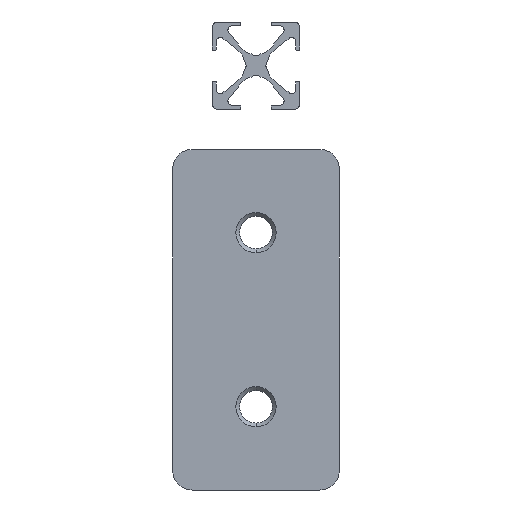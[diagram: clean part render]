
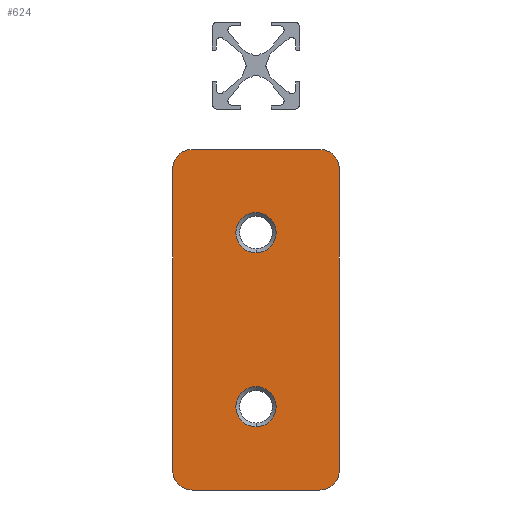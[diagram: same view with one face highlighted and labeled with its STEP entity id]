
A CAD part, left-side view. The second image highlights one B-rep face of the part: STEP entity #624.
In plain terms, the highlighted face is planar.
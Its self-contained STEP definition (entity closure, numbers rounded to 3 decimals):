
#233=CARTESIAN_POINT('',(-17.3,0.,0.));
#234=VERTEX_POINT('NONE',#233);
#241=CARTESIAN_POINT('',(-27.7,0.,0.));
#242=VERTEX_POINT('NONE',#241);
#243=CARTESIAN_POINT('',(-22.5,0.,0.));
#244=DIRECTION('',(0.,0.,1.));
#245=DIRECTION('',(1.,0.,-0.));
#246=AXIS2_PLACEMENT_3D('',#243,#244,#245);
#247=CIRCLE('',#246,5.2);
#248=EDGE_CURVE('NONE',#242,#234,#247,.T.);
#275=CARTESIAN_POINT('',(27.7,0.,0.));
#276=VERTEX_POINT('NONE',#275);
#283=CARTESIAN_POINT('',(17.3,0.,0.));
#284=VERTEX_POINT('NONE',#283);
#285=CARTESIAN_POINT('',(22.5,0.,0.));
#286=DIRECTION('',(0.,0.,1.));
#287=DIRECTION('',(1.,0.,-0.));
#288=AXIS2_PLACEMENT_3D('',#285,#286,#287);
#289=CIRCLE('',#288,5.2);
#290=EDGE_CURVE('NONE',#284,#276,#289,.T.);
#360=CARTESIAN_POINT('',(-44.,16.5,0.));
#361=VERTEX_POINT('NONE',#360);
#368=CARTESIAN_POINT('',(-44.,-16.5,0.));
#369=VERTEX_POINT('NONE',#368);
#370=CARTESIAN_POINT('',(-44.,16.5,0.));
#371=DIRECTION('',(0.,-1.,0.));
#372=VECTOR('',#371,33.);
#373=LINE('',#370,#372);
#374=EDGE_CURVE('NONE',#361,#369,#373,.T.);
#390=CARTESIAN_POINT('',(-39.,-21.5,0.));
#391=VERTEX_POINT('NONE',#390);
#392=CARTESIAN_POINT('',(39.,-21.5,0.));
#393=VERTEX_POINT('NONE',#392);
#394=CARTESIAN_POINT('',(-39.,-21.5,0.));
#395=DIRECTION('',(1.,0.,-0.));
#396=VECTOR('',#395,78.);
#397=LINE('',#394,#396);
#398=EDGE_CURVE('NONE',#391,#393,#397,.T.);
#430=CARTESIAN_POINT('',(44.,-16.5,0.));
#431=VERTEX_POINT('NONE',#430);
#432=CARTESIAN_POINT('',(44.,16.5,0.));
#433=VERTEX_POINT('NONE',#432);
#434=CARTESIAN_POINT('',(44.,-16.5,0.));
#435=DIRECTION('',(0.,1.,0.));
#436=VECTOR('',#435,33.);
#437=LINE('',#434,#436);
#438=EDGE_CURVE('NONE',#431,#433,#437,.T.);
#480=CARTESIAN_POINT('',(39.,21.5,0.));
#481=VERTEX_POINT('NONE',#480);
#488=CARTESIAN_POINT('',(-39.,21.5,0.));
#489=VERTEX_POINT('NONE',#488);
#490=CARTESIAN_POINT('',(39.,21.5,0.));
#491=DIRECTION('',(-1.,0.,0.));
#492=VECTOR('',#491,78.);
#493=LINE('',#490,#492);
#494=EDGE_CURVE('NONE',#481,#489,#493,.T.);
#565=CARTESIAN_POINT('',(0.,0.,0.));
#566=DIRECTION('',(0.,0.,1.));
#567=DIRECTION('',(1.,0.,0.));
#568=AXIS2_PLACEMENT_3D('',#565,#566,#567);
#569=PLANE('',#568);
#570=ORIENTED_EDGE('NONE',*,*,#290,.T.);
#571=CARTESIAN_POINT('',(22.5,0.,0.));
#572=DIRECTION('',(0.,0.,1.));
#573=DIRECTION('',(1.,0.,-0.));
#574=AXIS2_PLACEMENT_3D('',#571,#572,#573);
#575=CIRCLE('',#574,5.2);
#576=EDGE_CURVE('NONE',#276,#284,#575,.T.);
#577=ORIENTED_EDGE('NONE',*,*,#576,.T.);
#578=EDGE_LOOP('NONE',(#570,#577));
#579=FACE_BOUND('',#578,.T.);
#580=ORIENTED_EDGE('NONE',*,*,#248,.T.);
#581=CARTESIAN_POINT('',(-22.5,0.,0.));
#582=DIRECTION('',(0.,0.,1.));
#583=DIRECTION('',(1.,0.,-0.));
#584=AXIS2_PLACEMENT_3D('',#581,#582,#583);
#585=CIRCLE('',#584,5.2);
#586=EDGE_CURVE('NONE',#234,#242,#585,.T.);
#587=ORIENTED_EDGE('NONE',*,*,#586,.T.);
#588=EDGE_LOOP('NONE',(#580,#587));
#589=FACE_BOUND('',#588,.T.);
#590=ORIENTED_EDGE('NONE',*,*,#494,.F.);
#591=CARTESIAN_POINT('',(39.,16.5,0.));
#592=DIRECTION('',(0.,0.,-1.));
#593=DIRECTION('',(1.,0.,0.));
#594=AXIS2_PLACEMENT_3D('',#591,#592,#593);
#595=CIRCLE('',#594,5.);
#596=EDGE_CURVE('NONE',#481,#433,#595,.T.);
#597=ORIENTED_EDGE('NONE',*,*,#596,.T.);
#598=ORIENTED_EDGE('NONE',*,*,#438,.F.);
#599=CARTESIAN_POINT('',(39.,-16.5,0.));
#600=DIRECTION('',(0.,0.,-1.));
#601=DIRECTION('',(1.,0.,0.));
#602=AXIS2_PLACEMENT_3D('',#599,#600,#601);
#603=CIRCLE('',#602,5.);
#604=EDGE_CURVE('NONE',#431,#393,#603,.T.);
#605=ORIENTED_EDGE('NONE',*,*,#604,.T.);
#606=ORIENTED_EDGE('NONE',*,*,#398,.F.);
#607=CARTESIAN_POINT('',(-39.,-16.5,0.));
#608=DIRECTION('',(0.,0.,-1.));
#609=DIRECTION('',(1.,0.,0.));
#610=AXIS2_PLACEMENT_3D('',#607,#608,#609);
#611=CIRCLE('',#610,5.);
#612=EDGE_CURVE('NONE',#391,#369,#611,.T.);
#613=ORIENTED_EDGE('NONE',*,*,#612,.T.);
#614=ORIENTED_EDGE('NONE',*,*,#374,.F.);
#615=CARTESIAN_POINT('',(-39.,16.5,0.));
#616=DIRECTION('',(0.,0.,-1.));
#617=DIRECTION('',(1.,0.,0.));
#618=AXIS2_PLACEMENT_3D('',#615,#616,#617);
#619=CIRCLE('',#618,5.);
#620=EDGE_CURVE('NONE',#361,#489,#619,.T.);
#621=ORIENTED_EDGE('NONE',*,*,#620,.T.);
#622=EDGE_LOOP('NONE',(#590,#597,#598,#605,#606,#613,#614,#621));
#623=FACE_BOUND('',#622,.T.);
#624=ADVANCED_FACE('NONE',(#579,#589,#623),#569,.F.);
